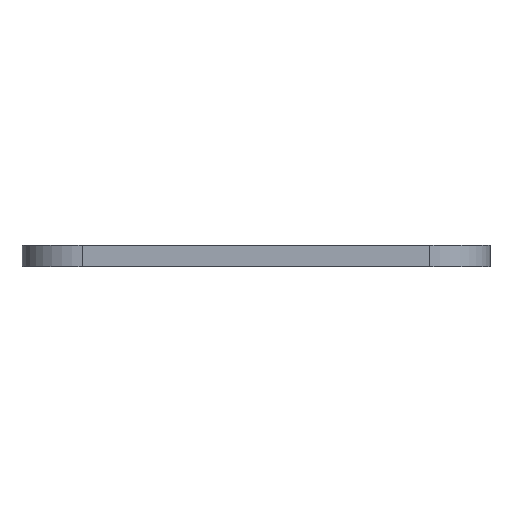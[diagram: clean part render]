
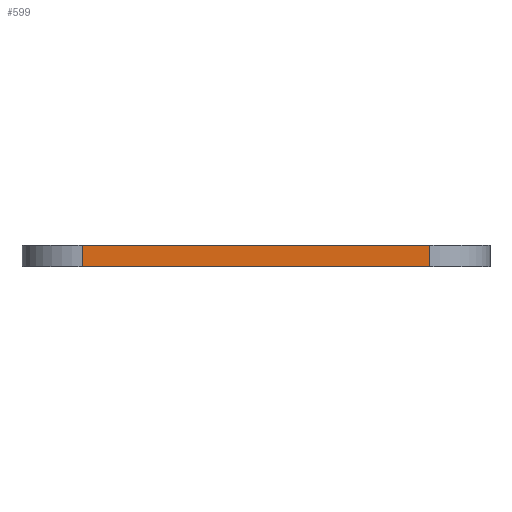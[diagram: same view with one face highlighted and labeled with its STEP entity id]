
A CAD part, front view. The second image highlights one B-rep face of the part: STEP entity #599.
In plain terms, the highlighted planar face has unit normal (0, -1, 0).
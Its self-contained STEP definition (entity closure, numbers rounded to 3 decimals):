
#2 = CARTESIAN_POINT ( 'NONE',  ( 13., -17.5, -1.587 ) ) ;
#31 = VERTEX_POINT ( 'NONE', #820 ) ;
#70 = EDGE_CURVE ( 'NONE', #31, #1394, #680, .T. ) ;
#108 = EDGE_CURVE ( 'NONE', #31, #750, #1406, .T. ) ;
#118 = CARTESIAN_POINT ( 'NONE',  ( 13., -17.5, -1.587 ) ) ;
#129 = ORIENTED_EDGE ( 'NONE', *, *, #70, .T. ) ;
#134 = VECTOR ( 'NONE', #1396, 1000. ) ;
#144 = EDGE_CURVE ( 'NONE', #1485, #750, #838, .T. ) ;
#207 = PLANE ( 'NONE',  #293 ) ;
#239 = CARTESIAN_POINT ( 'NONE',  ( -17.5, -17.5, -1.587 ) ) ;
#293 = AXIS2_PLACEMENT_3D ( 'NONE', #1500, #1373, #344 ) ;
#344 = DIRECTION ( 'NONE',  ( 0., 0., -1. ) ) ;
#348 = CARTESIAN_POINT ( 'NONE',  ( -13., -17.5, -1.587 ) ) ;
#430 = CARTESIAN_POINT ( 'NONE',  ( -17.5, -17.5, 0. ) ) ;
#459 = DIRECTION ( 'NONE',  ( 0., 0., -1. ) ) ;
#599 = ADVANCED_FACE ( 'NONE', ( #1064 ), #207, .T. ) ;
#604 = DIRECTION ( 'NONE',  ( 1., 0., 0. ) ) ;
#634 = VECTOR ( 'NONE', #459, 1000. ) ;
#680 = LINE ( 'NONE', #348, #634 ) ;
#741 = ORIENTED_EDGE ( 'NONE', *, *, #1323, .T. ) ;
#750 = VERTEX_POINT ( 'NONE', #1190 ) ;
#820 = CARTESIAN_POINT ( 'NONE',  ( -13., -17.5, 0. ) ) ;
#838 = LINE ( 'NONE', #2, #134 ) ;
#1039 = VECTOR ( 'NONE', #604, 1000. ) ;
#1064 = FACE_OUTER_BOUND ( 'NONE', #1313, .T. ) ;
#1097 = VECTOR ( 'NONE', #1117, 1000. ) ;
#1117 = DIRECTION ( 'NONE',  ( 1., 0., 0. ) ) ;
#1190 = CARTESIAN_POINT ( 'NONE',  ( 13., -17.5, 0. ) ) ;
#1200 = ORIENTED_EDGE ( 'NONE', *, *, #144, .T. ) ;
#1210 = ORIENTED_EDGE ( 'NONE', *, *, #108, .F. ) ;
#1313 = EDGE_LOOP ( 'NONE', ( #741, #1200, #1210, #129 ) ) ;
#1323 = EDGE_CURVE ( 'NONE', #1394, #1485, #1350, .T. ) ;
#1350 = LINE ( 'NONE', #239, #1039 ) ;
#1373 = DIRECTION ( 'NONE',  ( 0., -1., 0. ) ) ;
#1394 = VERTEX_POINT ( 'NONE', #1408 ) ;
#1396 = DIRECTION ( 'NONE',  ( 0., 0., 1. ) ) ;
#1406 = LINE ( 'NONE', #430, #1097 ) ;
#1408 = CARTESIAN_POINT ( 'NONE',  ( -13., -17.5, -1.587 ) ) ;
#1485 = VERTEX_POINT ( 'NONE', #118 ) ;
#1500 = CARTESIAN_POINT ( 'NONE',  ( -17.5, -17.5, -1.587 ) ) ;
